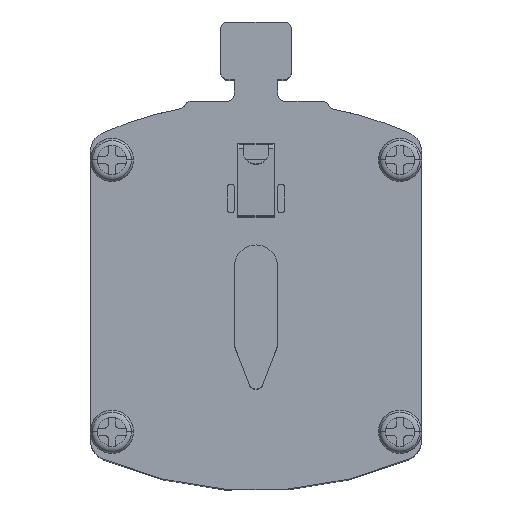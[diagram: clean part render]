
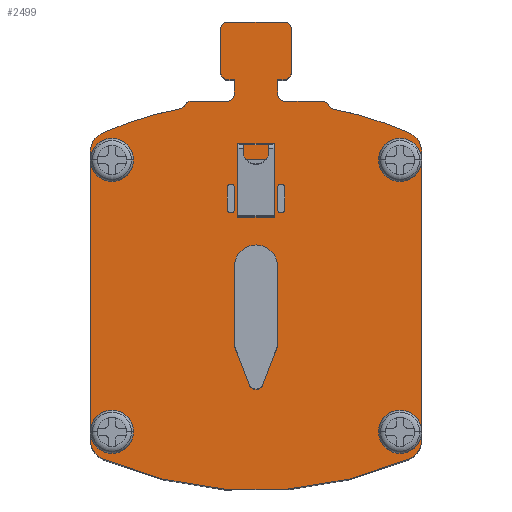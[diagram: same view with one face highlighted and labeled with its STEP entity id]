
A CAD part, top view. The second image highlights one B-rep face of the part: STEP entity #2499.
In plain terms, the highlighted planar face has unit normal (0, 0, 1).
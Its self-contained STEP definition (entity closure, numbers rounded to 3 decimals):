
#1688=CARTESIAN_POINT('',(23.,0.,2.));
#1689=DIRECTION('',(0.,0.,1.));
#1690=DIRECTION('',(-0.196,0.981,0.));
#1691=AXIS2_PLACEMENT_3D('',#1688,#1689,#1690);
#1696=CARTESIAN_POINT('',(12.23,53.935,2.));
#1697=DIRECTION('',(0.,0.,-1.));
#1698=DIRECTION('',(0.884,-0.468,0.));
#1699=AXIS2_PLACEMENT_3D('',#1696,#1697,#1698);
#1704=CARTESIAN_POINT('',(13.998,53.,2.));
#1705=DIRECTION('',(0.,0.,1.));
#1706=DIRECTION('',(0.,1.,0.));
#1707=AXIS2_PLACEMENT_3D('',#1704,#1705,#1706);
#1712=DIRECTION('',(-1.,0.,0.));
#1713=VECTOR('',#1712,5.002);
#1714=CARTESIAN_POINT('',(19.,54.,2.));
#1715=LINE('',#1714,#1713);
#1719=CARTESIAN_POINT('',(19.,55.,2.));
#1720=DIRECTION('',(0.,0.,-1.));
#1721=DIRECTION('',(1.,0.,0.));
#1722=AXIS2_PLACEMENT_3D('',#1719,#1720,#1721);
#1727=DIRECTION('',(0.,-1.,0.));
#1728=VECTOR('',#1727,2.);
#1729=CARTESIAN_POINT('',(20.,57.,2.));
#1730=LINE('',#1729,#1728);
#1734=DIRECTION('',(1.,0.,0.));
#1735=VECTOR('',#1734,0.9);
#1736=CARTESIAN_POINT('',(19.1,57.,2.));
#1737=LINE('',#1736,#1735);
#1741=CARTESIAN_POINT('',(19.1,58.,2.));
#1742=DIRECTION('',(0.,0.,1.));
#1743=DIRECTION('',(-1.,0.,0.));
#1744=AXIS2_PLACEMENT_3D('',#1741,#1742,#1743);
#1749=DIRECTION('',(0.,-1.,0.));
#1750=VECTOR('',#1749,6.);
#1751=CARTESIAN_POINT('',(18.1,64.,2.));
#1752=LINE('',#1751,#1750);
#1756=CARTESIAN_POINT('',(19.1,64.,2.));
#1757=DIRECTION('',(0.,0.,1.));
#1758=DIRECTION('',(0.,1.,0.));
#1759=AXIS2_PLACEMENT_3D('',#1756,#1757,#1758);
#1764=DIRECTION('',(-1.,0.,0.));
#1765=VECTOR('',#1764,7.8);
#1766=CARTESIAN_POINT('',(26.9,65.,2.));
#1767=LINE('',#1766,#1765);
#1771=CARTESIAN_POINT('',(26.9,64.,2.));
#1772=DIRECTION('',(0.,0.,1.));
#1773=DIRECTION('',(1.,0.,0.));
#1774=AXIS2_PLACEMENT_3D('',#1771,#1772,#1773);
#1779=DIRECTION('',(0.,1.,0.));
#1780=VECTOR('',#1779,6.);
#1781=CARTESIAN_POINT('',(27.9,58.,2.));
#1782=LINE('',#1781,#1780);
#1786=CARTESIAN_POINT('',(26.9,58.,2.));
#1787=DIRECTION('',(0.,0.,1.));
#1788=DIRECTION('',(0.,-1.,0.));
#1789=AXIS2_PLACEMENT_3D('',#1786,#1787,#1788);
#1794=DIRECTION('',(1.,0.,0.));
#1795=VECTOR('',#1794,0.9);
#1796=CARTESIAN_POINT('',(26.,57.,2.));
#1797=LINE('',#1796,#1795);
#1801=DIRECTION('',(0.,1.,0.));
#1802=VECTOR('',#1801,2.);
#1803=CARTESIAN_POINT('',(26.,55.,2.));
#1804=LINE('',#1803,#1802);
#1808=CARTESIAN_POINT('',(27.,55.,2.));
#1809=DIRECTION('',(0.,0.,-1.));
#1810=DIRECTION('',(0.,-1.,0.));
#1811=AXIS2_PLACEMENT_3D('',#1808,#1809,#1810);
#1816=DIRECTION('',(-1.,0.,0.));
#1817=VECTOR('',#1816,5.208);
#1818=CARTESIAN_POINT('',(32.208,54.,2.));
#1819=LINE('',#1818,#1817);
#1823=CARTESIAN_POINT('',(32.208,53.,2.));
#1824=DIRECTION('',(0.,0.,1.));
#1825=DIRECTION('',(0.896,0.444,0.));
#1826=AXIS2_PLACEMENT_3D('',#1823,#1824,#1825);
#1831=CARTESIAN_POINT('',(34.,53.889,2.));
#1832=DIRECTION('',(0.,0.,-1.));
#1833=DIRECTION('',(-0.2,-0.98,0.));
#1834=AXIS2_PLACEMENT_3D('',#1831,#1832,#1833);
#1839=CARTESIAN_POINT('',(23.,0.,2.));
#1840=DIRECTION('',(0.,0.,1.));
#1841=DIRECTION('',(0.392,0.92,0.));
#1842=AXIS2_PLACEMENT_3D('',#1839,#1840,#1841);
#1847=CARTESIAN_POINT('',(43.,46.915,2.));
#1848=DIRECTION('',(0.,0.,1.));
#1849=DIRECTION('',(1.,0.,0.));
#1850=AXIS2_PLACEMENT_3D('',#1847,#1848,#1849);
#1855=DIRECTION('',(0.,1.,0.));
#1856=VECTOR('',#1855,39.83);
#1857=CARTESIAN_POINT('',(46.,7.085,2.));
#1858=LINE('',#1857,#1856);
#1862=CARTESIAN_POINT('',(43.,7.085,2.));
#1863=DIRECTION('',(0.,0.,1.));
#1864=DIRECTION('',(0.392,-0.92,0.));
#1865=AXIS2_PLACEMENT_3D('',#1862,#1863,#1864);
#1870=CARTESIAN_POINT('',(23.,54.,2.));
#1871=DIRECTION('',(0.,0.,1.));
#1872=DIRECTION('',(-0.392,-0.92,0.));
#1873=AXIS2_PLACEMENT_3D('',#1870,#1871,#1872);
#1878=CARTESIAN_POINT('',(3.,7.085,2.));
#1879=DIRECTION('',(0.,0.,1.));
#1880=DIRECTION('',(-1.,0.,0.));
#1881=AXIS2_PLACEMENT_3D('',#1878,#1879,#1880);
#1886=DIRECTION('',(0.,-1.,0.));
#1887=VECTOR('',#1886,39.83);
#1888=CARTESIAN_POINT('',(0.,46.915,2.));
#1889=LINE('',#1888,#1887);
#1893=CARTESIAN_POINT('',(3.,46.915,2.));
#1894=DIRECTION('',(0.,0.,1.));
#1895=DIRECTION('',(-0.392,0.92,0.));
#1896=AXIS2_PLACEMENT_3D('',#1893,#1894,#1895);
#2055=DIRECTION('',(0.,1.,0.));
#2056=VECTOR('',#2055,0.1);
#2057=CARTESIAN_POINT('',(25.5,48.,2.));
#2058=LINE('',#2057,#2056);
#2076=DIRECTION('',(-1.,0.,0.));
#2077=VECTOR('',#2076,5.);
#2078=CARTESIAN_POINT('',(25.5,48.1,2.));
#2079=LINE('',#2078,#2077);
#2097=DIRECTION('',(0.,-1.,0.));
#2098=VECTOR('',#2097,0.1);
#2099=CARTESIAN_POINT('',(20.5,48.1,2.));
#2100=LINE('',#2099,#2098);
#2118=DIRECTION('',(1.,0.,0.));
#2119=VECTOR('',#2118,5.);
#2120=CARTESIAN_POINT('',(20.5,48.,2.));
#2121=LINE('',#2120,#2119);
#2136=CARTESIAN_POINT('',(12.426,52.955,2.));
#2137=VERTEX_POINT('',#2136);
#2138=CARTESIAN_POINT('',(13.114,53.468,2.));
#2139=VERTEX_POINT('',#2138);
#2142=CARTESIAN_POINT('',(1.824,49.675,2.));
#2143=VERTEX_POINT('',#2142);
#2144=CARTESIAN_POINT('',(13.998,54.,2.));
#2145=VERTEX_POINT('',#2144);
#2204=CARTESIAN_POINT('',(33.104,53.444,2.));
#2205=CARTESIAN_POINT('',(32.208,54.,2.));
#2206=VERTEX_POINT('',#2204);
#2207=VERTEX_POINT('',#2205);
#2208=CARTESIAN_POINT('',(33.8,52.909,2.));
#2209=VERTEX_POINT('',#2208);
#2210=CARTESIAN_POINT('',(44.176,49.675,2.));
#2211=VERTEX_POINT('',#2210);
#2212=CARTESIAN_POINT('',(26.,55.,2.));
#2213=VERTEX_POINT('',#2212);
#2214=CARTESIAN_POINT('',(27.,54.,2.));
#2215=VERTEX_POINT('',#2214);
#2216=CARTESIAN_POINT('',(26.,57.,2.));
#2217=VERTEX_POINT('',#2216);
#2218=CARTESIAN_POINT('',(19.,54.,2.));
#2219=VERTEX_POINT('',#2218);
#2220=CARTESIAN_POINT('',(20.,55.,2.));
#2221=VERTEX_POINT('',#2220);
#2222=CARTESIAN_POINT('',(18.1,58.,2.));
#2223=CARTESIAN_POINT('',(19.1,57.,2.));
#2224=VERTEX_POINT('',#2222);
#2225=VERTEX_POINT('',#2223);
#2226=CARTESIAN_POINT('',(18.1,64.,2.));
#2227=VERTEX_POINT('',#2226);
#2228=CARTESIAN_POINT('',(19.1,65.,2.));
#2229=VERTEX_POINT('',#2228);
#2230=CARTESIAN_POINT('',(26.9,57.,2.));
#2231=CARTESIAN_POINT('',(27.9,58.,2.));
#2232=VERTEX_POINT('',#2230);
#2233=VERTEX_POINT('',#2231);
#2234=CARTESIAN_POINT('',(0.,46.915,2.));
#2235=VERTEX_POINT('',#2234);
#2236=CARTESIAN_POINT('',(0.,7.085,2.));
#2237=VERTEX_POINT('',#2236);
#2238=CARTESIAN_POINT('',(1.824,4.325,2.));
#2239=VERTEX_POINT('',#2238);
#2240=CARTESIAN_POINT('',(44.176,4.325,2.));
#2241=VERTEX_POINT('',#2240);
#2242=CARTESIAN_POINT('',(46.,7.085,2.));
#2243=VERTEX_POINT('',#2242);
#2244=CARTESIAN_POINT('',(46.,46.915,2.));
#2245=VERTEX_POINT('',#2244);
#2246=CARTESIAN_POINT('',(27.9,64.,2.));
#2247=VERTEX_POINT('',#2246);
#2248=CARTESIAN_POINT('',(26.9,65.,2.));
#2249=VERTEX_POINT('',#2248);
#2250=CARTESIAN_POINT('',(20.,57.,2.));
#2251=VERTEX_POINT('',#2250);
#2252=CARTESIAN_POINT('',(25.5,48.,2.));
#2253=CARTESIAN_POINT('',(25.5,48.1,2.));
#2254=VERTEX_POINT('',#2252);
#2255=VERTEX_POINT('',#2253);
#2256=CARTESIAN_POINT('',(20.5,48.,2.));
#2257=VERTEX_POINT('',#2256);
#2258=CARTESIAN_POINT('',(20.5,48.1,2.));
#2259=VERTEX_POINT('',#2258);
#2433=CARTESIAN_POINT('',(23.,53.333,2.));
#2434=DIRECTION('',(0.,0.,1.));
#2435=DIRECTION('',(1.,0.,0.));
#2436=AXIS2_PLACEMENT_3D('',#2433,#2434,#2435);
#2437=PLANE('',#2436);
#2439=ORIENTED_EDGE('',*,*,#2438,.F.);
#2440=ORIENTED_EDGE('',*,*,#2269,.F.);
#2441=ORIENTED_EDGE('',*,*,#2358,.F.);
#2442=ORIENTED_EDGE('',*,*,#2372,.F.);
#2443=ORIENTED_EDGE('',*,*,#2385,.F.);
#2444=ORIENTED_EDGE('',*,*,#2400,.F.);
#2445=ORIENTED_EDGE('',*,*,#2412,.F.);
#2446=ORIENTED_EDGE('',*,*,#2424,.F.);
#2448=ORIENTED_EDGE('',*,*,#2447,.F.);
#2450=ORIENTED_EDGE('',*,*,#2449,.F.);
#2452=ORIENTED_EDGE('',*,*,#2451,.F.);
#2454=ORIENTED_EDGE('',*,*,#2453,.F.);
#2456=ORIENTED_EDGE('',*,*,#2455,.F.);
#2458=ORIENTED_EDGE('',*,*,#2457,.F.);
#2460=ORIENTED_EDGE('',*,*,#2459,.F.);
#2462=ORIENTED_EDGE('',*,*,#2461,.F.);
#2464=ORIENTED_EDGE('',*,*,#2463,.F.);
#2466=ORIENTED_EDGE('',*,*,#2465,.F.);
#2468=ORIENTED_EDGE('',*,*,#2467,.F.);
#2470=ORIENTED_EDGE('',*,*,#2469,.F.);
#2472=ORIENTED_EDGE('',*,*,#2471,.F.);
#2474=ORIENTED_EDGE('',*,*,#2473,.F.);
#2476=ORIENTED_EDGE('',*,*,#2475,.F.);
#2478=ORIENTED_EDGE('',*,*,#2477,.F.);
#2480=ORIENTED_EDGE('',*,*,#2479,.F.);
#2482=ORIENTED_EDGE('',*,*,#2481,.F.);
#2484=ORIENTED_EDGE('',*,*,#2483,.F.);
#2486=ORIENTED_EDGE('',*,*,#2485,.F.);
#2487=EDGE_LOOP('',(#2439,#2440,#2441,#2442,#2443,#2444,#2445,#2446,#2448,#2450,
#2452,#2454,#2456,#2458,#2460,#2462,#2464,#2466,#2468,#2470,#2472,#2474,#2476,
#2478,#2480,#2482,#2484,#2486));
#2488=FACE_OUTER_BOUND('',#2487,.F.);
#2490=ORIENTED_EDGE('',*,*,#2489,.T.);
#2492=ORIENTED_EDGE('',*,*,#2491,.T.);
#2494=ORIENTED_EDGE('',*,*,#2493,.T.);
#2496=ORIENTED_EDGE('',*,*,#2495,.T.);
#2497=EDGE_LOOP('',(#2490,#2492,#2494,#2496));
#2498=FACE_BOUND('',#2497,.F.);
#1692=CIRCLE('',#1691,54.);
#1700=CIRCLE('',#1699,1.);
#1708=CIRCLE('',#1707,1.);
#1723=CIRCLE('',#1722,1.);
#1745=CIRCLE('',#1744,1.);
#1760=CIRCLE('',#1759,1.);
#1775=CIRCLE('',#1774,1.);
#1790=CIRCLE('',#1789,1.);
#1812=CIRCLE('',#1811,1.);
#1827=CIRCLE('',#1826,1.);
#1835=CIRCLE('',#1834,1.);
#1843=CIRCLE('',#1842,54.);
#1851=CIRCLE('',#1850,3.);
#1866=CIRCLE('',#1865,3.);
#1874=CIRCLE('',#1873,54.);
#1882=CIRCLE('',#1881,3.);
#1897=CIRCLE('',#1896,3.);
#2269=EDGE_CURVE('',#2139,#2137,#1700,.T.);
#2358=EDGE_CURVE('',#2145,#2139,#1708,.T.);
#2372=EDGE_CURVE('',#2219,#2145,#1715,.T.);
#2385=EDGE_CURVE('',#2221,#2219,#1723,.T.);
#2400=EDGE_CURVE('',#2251,#2221,#1730,.T.);
#2412=EDGE_CURVE('',#2225,#2251,#1737,.T.);
#2424=EDGE_CURVE('',#2224,#2225,#1745,.T.);
#2438=EDGE_CURVE('',#2137,#2143,#1692,.T.);
#2447=EDGE_CURVE('',#2227,#2224,#1752,.T.);
#2449=EDGE_CURVE('',#2229,#2227,#1760,.T.);
#2451=EDGE_CURVE('',#2249,#2229,#1767,.T.);
#2453=EDGE_CURVE('',#2247,#2249,#1775,.T.);
#2455=EDGE_CURVE('',#2233,#2247,#1782,.T.);
#2457=EDGE_CURVE('',#2232,#2233,#1790,.T.);
#2459=EDGE_CURVE('',#2217,#2232,#1797,.T.);
#2461=EDGE_CURVE('',#2213,#2217,#1804,.T.);
#2463=EDGE_CURVE('',#2215,#2213,#1812,.T.);
#2465=EDGE_CURVE('',#2207,#2215,#1819,.T.);
#2467=EDGE_CURVE('',#2206,#2207,#1827,.T.);
#2469=EDGE_CURVE('',#2209,#2206,#1835,.T.);
#2471=EDGE_CURVE('',#2211,#2209,#1843,.T.);
#2473=EDGE_CURVE('',#2245,#2211,#1851,.T.);
#2475=EDGE_CURVE('',#2243,#2245,#1858,.T.);
#2477=EDGE_CURVE('',#2241,#2243,#1866,.T.);
#2479=EDGE_CURVE('',#2239,#2241,#1874,.T.);
#2481=EDGE_CURVE('',#2237,#2239,#1882,.T.);
#2483=EDGE_CURVE('',#2235,#2237,#1889,.T.);
#2485=EDGE_CURVE('',#2143,#2235,#1897,.T.);
#2489=EDGE_CURVE('',#2254,#2255,#2058,.T.);
#2491=EDGE_CURVE('',#2255,#2259,#2079,.T.);
#2493=EDGE_CURVE('',#2259,#2257,#2100,.T.);
#2495=EDGE_CURVE('',#2257,#2254,#2121,.T.);
#2499=ADVANCED_FACE('',(#2488,#2498),#2437,.T.);
